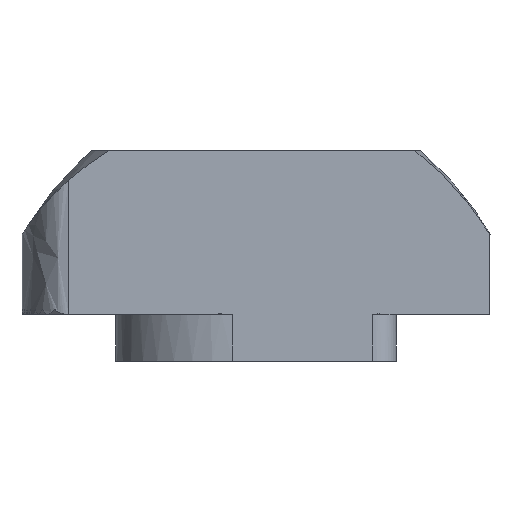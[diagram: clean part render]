
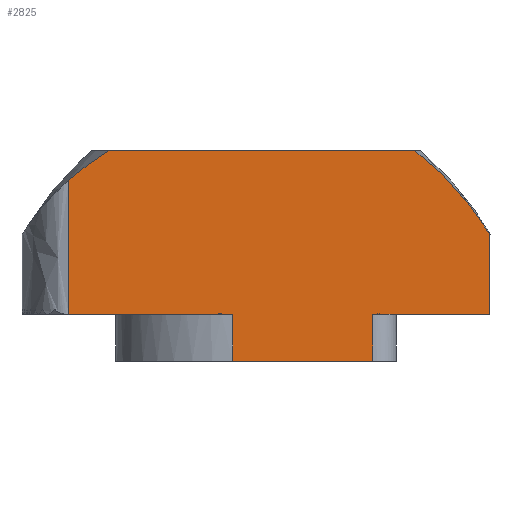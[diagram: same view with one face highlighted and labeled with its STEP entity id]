
A CAD part, front view. The second image highlights one B-rep face of the part: STEP entity #2825.
In plain terms, the highlighted planar face has unit normal (0, -1, 0).
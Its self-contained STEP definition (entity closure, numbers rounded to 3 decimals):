
#52 = LINE ( 'NONE', #3169, #7380 ) ;
#111 = DIRECTION ( 'NONE',  ( 0., 0., 1. ) ) ;
#140 = VERTEX_POINT ( 'NONE', #560 ) ;
#205 = CARTESIAN_POINT ( 'NONE',  ( -0.5, -3., -1. ) ) ;
#282 = AXIS2_PLACEMENT_3D ( 'NONE', #4090, #573, #4671 ) ;
#345 = EDGE_CURVE ( 'NONE', #6251, #6676, #2512, .T. ) ;
#402 = LINE ( 'NONE', #3708, #6134 ) ;
#450 = EDGE_CURVE ( 'NONE', #1160, #5102, #2137, .T. ) ;
#520 = DIRECTION ( 'NONE',  ( 0., 0., -1. ) ) ;
#560 = CARTESIAN_POINT ( 'NONE',  ( -4., -3., 0. ) ) ;
#573 = DIRECTION ( 'NONE',  ( 0., -1., 0. ) ) ;
#626 = CARTESIAN_POINT ( 'NONE',  ( -4., -3., 2.866 ) ) ;
#701 = CARTESIAN_POINT ( 'NONE',  ( -0.5, -3., -1. ) ) ;
#711 = EDGE_CURVE ( 'NONE', #140, #7315, #3410, .T. ) ;
#726 = ORIENTED_EDGE ( 'NONE', *, *, #5849, .T. ) ;
#753 = LINE ( 'NONE', #5645, #5687 ) ;
#796 = ORIENTED_EDGE ( 'NONE', *, *, #6902, .T. ) ;
#845 = CARTESIAN_POINT ( 'NONE',  ( 5., -3., 3.5 ) ) ;
#1019 = ORIENTED_EDGE ( 'NONE', *, *, #711, .T. ) ;
#1155 = LINE ( 'NONE', #4910, #5706 ) ;
#1160 = VERTEX_POINT ( 'NONE', #4820 ) ;
#1536 = VERTEX_POINT ( 'NONE', #6068 ) ;
#1656 = CARTESIAN_POINT ( 'NONE',  ( -0.5, -3., 0. ) ) ;
#1670 = CARTESIAN_POINT ( 'NONE',  ( -4., -3., 1.911 ) ) ;
#1740 = EDGE_CURVE ( 'NONE', #6251, #4650, #4368, .T. ) ;
#1775 = ORIENTED_EDGE ( 'NONE', *, *, #3889, .T. ) ;
#1823 = LINE ( 'NONE', #2589, #4718 ) ;
#1863 = VECTOR ( 'NONE', #4205, 1000. ) ;
#1910 = LINE ( 'NONE', #701, #6741 ) ;
#2024 = ORIENTED_EDGE ( 'NONE', *, *, #345, .F. ) ;
#2137 = LINE ( 'NONE', #845, #3502 ) ;
#2223 = ORIENTED_EDGE ( 'NONE', *, *, #2736, .F. ) ;
#2448 = VERTEX_POINT ( 'NONE', #5070 ) ;
#2512 = LINE ( 'NONE', #5547, #7105 ) ;
#2589 = CARTESIAN_POINT ( 'NONE',  ( -0.5, -3., -1. ) ) ;
#2647 = DIRECTION ( 'NONE',  ( 1., 0., 0. ) ) ;
#2736 = EDGE_CURVE ( 'NONE', #6676, #1536, #1155, .T. ) ;
#2825 = ADVANCED_FACE ( 'NONE', ( #6846 ), #5045, .F. ) ;
#2854 = CARTESIAN_POINT ( 'NONE',  ( -4., -3., 0. ) ) ;
#3169 = CARTESIAN_POINT ( 'NONE',  ( -0.5, -3., -1. ) ) ;
#3231 = ORIENTED_EDGE ( 'NONE', *, *, #3475, .F. ) ;
#3304 = AXIS2_PLACEMENT_3D ( 'NONE', #6578, #4923, #4890 ) ;
#3337 = CARTESIAN_POINT ( 'NONE',  ( -3.149, -3., 3.5 ) ) ;
#3410 = LINE ( 'NONE', #4001, #1863 ) ;
#3450 = CARTESIAN_POINT ( 'NONE',  ( 5., -3., 0. ) ) ;
#3475 = EDGE_CURVE ( 'NONE', #6116, #7315, #1823, .T. ) ;
#3502 = VECTOR ( 'NONE', #520, 1000. ) ;
#3512 = ORIENTED_EDGE ( 'NONE', *, *, #4076, .T. ) ;
#3528 = CARTESIAN_POINT ( 'NONE',  ( 2.5, -3., -1. ) ) ;
#3708 = CARTESIAN_POINT ( 'NONE',  ( 2.5, -3., -1. ) ) ;
#3770 = CARTESIAN_POINT ( 'NONE',  ( 0., -3., 3.5 ) ) ;
#3889 = EDGE_CURVE ( 'NONE', #7217, #5102, #753, .T. ) ;
#3978 = B_SPLINE_CURVE_WITH_KNOTS ( 'NONE', 3,
 ( #7390, #1670, #6392, #2854 ),
 .UNSPECIFIED., .F., .F.,
 ( 4, 4 ),
 ( 0., 1. ),
 .UNSPECIFIED. ) ;
#4001 = CARTESIAN_POINT ( 'NONE',  ( 5., -3., 0. ) ) ;
#4057 = ORIENTED_EDGE ( 'NONE', *, *, #6560, .T. ) ;
#4076 = EDGE_CURVE ( 'NONE', #4916, #7217, #402, .T. ) ;
#4090 = CARTESIAN_POINT ( 'NONE',  ( -0.65, -3., -1.711 ) ) ;
#4205 = DIRECTION ( 'NONE',  ( 1., 0., 0. ) ) ;
#4272 = CARTESIAN_POINT ( 'NONE',  ( -3.452, -3., 3.315 ) ) ;
#4368 = B_SPLINE_CURVE_WITH_KNOTS ( 'NONE', 3,
 ( #3337, #4272, #7123, #6755 ),
 .UNSPECIFIED., .F., .F.,
 ( 4, 4 ),
 ( 0., 0.001 ),
 .UNSPECIFIED. ) ;
#4486 = ORIENTED_EDGE ( 'NONE', *, *, #1740, .T. ) ;
#4503 = CARTESIAN_POINT ( 'NONE',  ( -3.149, -3., 3.5 ) ) ;
#4650 = VERTEX_POINT ( 'NONE', #626 ) ;
#4671 = DIRECTION ( 'NONE',  ( 1., 0., 0. ) ) ;
#4718 = VECTOR ( 'NONE', #4769, 1000. ) ;
#4769 = DIRECTION ( 'NONE',  ( 0., 0., 1. ) ) ;
#4805 = DIRECTION ( 'NONE',  ( 1., 0., 0. ) ) ;
#4820 = CARTESIAN_POINT ( 'NONE',  ( 5.002, -3., 1.717 ) ) ;
#4890 = DIRECTION ( 'NONE',  ( -1., 0., 0. ) ) ;
#4910 = CARTESIAN_POINT ( 'NONE',  ( 5., -3., 3.5 ) ) ;
#4916 = VERTEX_POINT ( 'NONE', #3528 ) ;
#4923 = DIRECTION ( 'NONE',  ( 0., 1., 0. ) ) ;
#5045 = PLANE ( 'NONE',  #3304 ) ;
#5070 = CARTESIAN_POINT ( 'NONE',  ( 0., -3., -1. ) ) ;
#5102 = VERTEX_POINT ( 'NONE', #3450 ) ;
#5103 = CIRCLE ( 'NONE', #282, 6.6 ) ;
#5547 = CARTESIAN_POINT ( 'NONE',  ( 5., -3., 3.5 ) ) ;
#5645 = CARTESIAN_POINT ( 'NONE',  ( 5., -3., 0. ) ) ;
#5687 = VECTOR ( 'NONE', #5729, 1000. ) ;
#5706 = VECTOR ( 'NONE', #7344, 1000. ) ;
#5729 = DIRECTION ( 'NONE',  ( 1., 0., 0. ) ) ;
#5849 = EDGE_CURVE ( 'NONE', #2448, #4916, #52, .T. ) ;
#6068 = CARTESIAN_POINT ( 'NONE',  ( 3.4, -3., 3.5 ) ) ;
#6116 = VERTEX_POINT ( 'NONE', #205 ) ;
#6134 = VECTOR ( 'NONE', #111, 1000. ) ;
#6251 = VERTEX_POINT ( 'NONE', #4503 ) ;
#6392 = CARTESIAN_POINT ( 'NONE',  ( -4., -3., 0.955 ) ) ;
#6560 = EDGE_CURVE ( 'NONE', #6116, #2448, #1910, .T. ) ;
#6578 = CARTESIAN_POINT ( 'NONE',  ( 5., -3., 3.5 ) ) ;
#6614 = ORIENTED_EDGE ( 'NONE', *, *, #6809, .T. ) ;
#6676 = VERTEX_POINT ( 'NONE', #3770 ) ;
#6706 = DIRECTION ( 'NONE',  ( 1., 0., 0. ) ) ;
#6741 = VECTOR ( 'NONE', #4805, 1000. ) ;
#6755 = CARTESIAN_POINT ( 'NONE',  ( -4., -3., 2.866 ) ) ;
#6780 = CARTESIAN_POINT ( 'NONE',  ( 2.5, -3., 0. ) ) ;
#6809 = EDGE_CURVE ( 'NONE', #4650, #140, #3978, .T. ) ;
#6846 = FACE_OUTER_BOUND ( 'NONE', #7223, .T. ) ;
#6902 = EDGE_CURVE ( 'NONE', #1160, #1536, #5103, .T. ) ;
#7105 = VECTOR ( 'NONE', #6706, 1000. ) ;
#7123 = CARTESIAN_POINT ( 'NONE',  ( -3.737, -3., 3.103 ) ) ;
#7177 = ORIENTED_EDGE ( 'NONE', *, *, #450, .F. ) ;
#7217 = VERTEX_POINT ( 'NONE', #6780 ) ;
#7223 = EDGE_LOOP ( 'NONE', ( #1019, #3231, #4057, #726, #3512, #1775, #7177, #796, #2223, #2024, #4486, #6614 ) ) ;
#7315 = VERTEX_POINT ( 'NONE', #1656 ) ;
#7344 = DIRECTION ( 'NONE',  ( 1., 0., 0. ) ) ;
#7380 = VECTOR ( 'NONE', #2647, 1000. ) ;
#7390 = CARTESIAN_POINT ( 'NONE',  ( -4., -3., 2.866 ) ) ;
